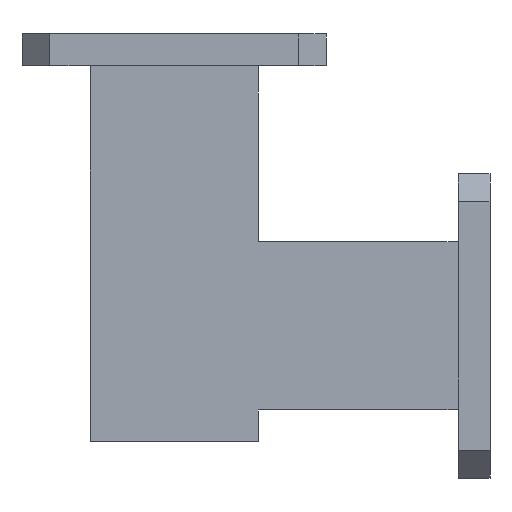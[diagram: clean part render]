
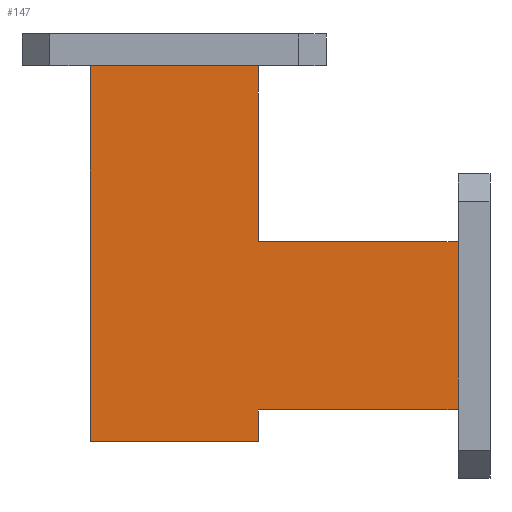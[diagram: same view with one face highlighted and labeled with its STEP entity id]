
A CAD part, front view. The second image highlights one B-rep face of the part: STEP entity #147.
In plain terms, the highlighted planar face has unit normal (0, -1, 0).
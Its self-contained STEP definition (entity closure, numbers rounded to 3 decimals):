
#147=ADVANCED_FACE('',(#326),#327,.F.);
#326=FACE_OUTER_BOUND('',#534,.T.);
#327=PLANE('',#535);
#534=EDGE_LOOP('',(#925,#926,#927,#928,#929,#930,#931,#932));
#535=AXIS2_PLACEMENT_3D('',#933,#934,#935);
#925=ORIENTED_EDGE('',*,*,#1310,.T.);
#926=ORIENTED_EDGE('',*,*,#1359,.F.);
#927=ORIENTED_EDGE('',*,*,#1360,.F.);
#928=ORIENTED_EDGE('',*,*,#1272,.T.);
#929=ORIENTED_EDGE('',*,*,#1361,.T.);
#930=ORIENTED_EDGE('',*,*,#1362,.F.);
#931=ORIENTED_EDGE('',*,*,#1363,.F.);
#932=ORIENTED_EDGE('',*,*,#1364,.F.);
#933=CARTESIAN_POINT('',(0.0,-5.763,11.547));
#934=DIRECTION('',(0.0,1.0,0.0));
#935=DIRECTION('',(0.0,0.0,1.0));
#1272=EDGE_CURVE('',#1542,#1546,#1548,.T.);
#1310=EDGE_CURVE('',#1605,#1603,#1606,.T.);
#1359=EDGE_CURVE('',#1678,#1603,#1679,.F.);
#1360=EDGE_CURVE('',#1542,#1678,#1680,.T.);
#1361=EDGE_CURVE('',#1546,#1681,#1682,.F.);
#1362=EDGE_CURVE('',#1683,#1681,#1684,.F.);
#1363=EDGE_CURVE('',#1685,#1683,#1686,.T.);
#1364=EDGE_CURVE('',#1605,#1685,#1687,.T.);
#1542=VERTEX_POINT('',#1912);
#1546=VERTEX_POINT('',#1918);
#1548=LINE('',#1921,#1922);
#1603=VERTEX_POINT('',#2001);
#1605=VERTEX_POINT('',#2004);
#1606=LINE('',#2005,#2006);
#1678=VERTEX_POINT('',#2109);
#1679=LINE('',#2110,#2111);
#1680=LINE('',#2112,#2113);
#1681=VERTEX_POINT('',#2114);
#1682=LINE('',#2115,#2116);
#1683=VERTEX_POINT('',#2117);
#1684=LINE('',#2118,#2119);
#1685=VERTEX_POINT('',#2120);
#1686=LINE('',#2121,#2122);
#1687=LINE('',#2123,#2124);
#1912=CARTESIAN_POINT('',(10.525,-5.763,32.547));
#1918=CARTESIAN_POINT('',(-10.525,-5.763,32.547));
#1921=CARTESIAN_POINT('',(0.0,-5.763,32.547));
#1922=VECTOR('',#2348,1.0);
#2001=CARTESIAN_POINT('',(35.525,-5.763,10.525));
#2004=CARTESIAN_POINT('',(35.525,-5.763,-10.525));
#2005=CARTESIAN_POINT('',(35.525,-5.763,5.773));
#2006=VECTOR('',#2386,1.0);
#2109=CARTESIAN_POINT('',(10.525,-5.763,10.525));
#2110=CARTESIAN_POINT('',(12.263,-5.763,10.525));
#2111=VECTOR('',#2430,1.0);
#2112=CARTESIAN_POINT('',(10.525,-5.763,11.547));
#2113=VECTOR('',#2431,1.0);
#2114=CARTESIAN_POINT('',(-10.525,-5.763,-14.453));
#2115=CARTESIAN_POINT('',(-10.525,-5.763,11.547));
#2116=VECTOR('',#2432,1.0);
#2117=CARTESIAN_POINT('',(10.525,-5.763,-14.453));
#2118=CARTESIAN_POINT('',(0.0,-5.763,-14.453));
#2119=VECTOR('',#2433,1.0);
#2120=CARTESIAN_POINT('',(10.525,-5.763,-10.525));
#2121=CARTESIAN_POINT('',(10.525,-5.763,11.547));
#2122=VECTOR('',#2434,1.0);
#2123=CARTESIAN_POINT('',(12.263,-5.763,-10.525));
#2124=VECTOR('',#2435,1.0);
#2348=DIRECTION('',(-1.0,0.0,0.0));
#2386=DIRECTION('',(0.0,0.0,1.0));
#2430=DIRECTION('',(-1.0,0.0,0.0));
#2431=DIRECTION('',(0.0,0.0,-1.0));
#2432=DIRECTION('',(0.0,0.0,1.0));
#2433=DIRECTION('',(1.0,0.0,0.0));
#2434=DIRECTION('',(0.0,0.0,-1.0));
#2435=DIRECTION('',(-1.0,0.0,0.0));
